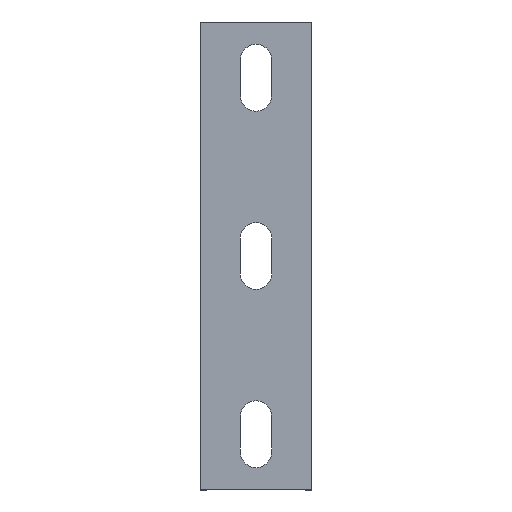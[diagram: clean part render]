
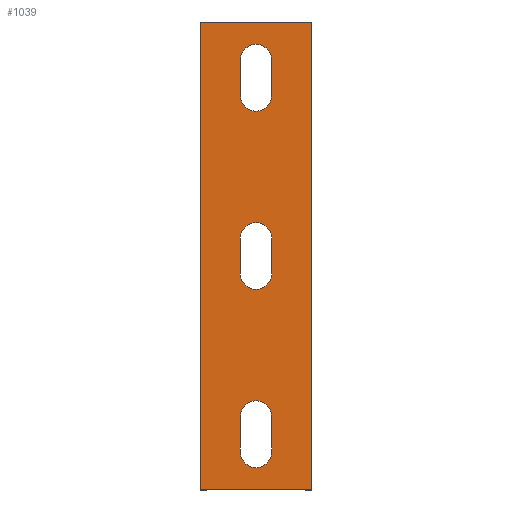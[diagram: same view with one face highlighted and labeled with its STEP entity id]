
A CAD part, top view. The second image highlights one B-rep face of the part: STEP entity #1039.
In plain terms, the highlighted planar face has unit normal (0, 0, 1).
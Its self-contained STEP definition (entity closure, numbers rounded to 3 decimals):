
#6 = VECTOR ( 'NONE', #1429, 1000. ) ;
#11 = EDGE_CURVE ( 'NONE', #1227, #608, #1253, .T. ) ;
#33 = EDGE_CURVE ( 'NONE', #1042, #612, #435, .T. ) ;
#39 = VECTOR ( 'NONE', #734, 1000. ) ;
#41 = EDGE_CURVE ( 'NONE', #608, #707, #84, .T. ) ;
#61 = LINE ( 'NONE', #1699, #810 ) ;
#70 = ORIENTED_EDGE ( 'NONE', *, *, #33, .F. ) ;
#75 = ORIENTED_EDGE ( 'NONE', *, *, #231, .T. ) ;
#76 = CARTESIAN_POINT ( 'NONE',  ( -3.5, 8.5, 0. ) ) ;
#78 = CARTESIAN_POINT ( 'NONE',  ( 3.5, 56.5, 0. ) ) ;
#84 = CIRCLE ( 'NONE', #1640, 3.5 ) ;
#100 = EDGE_LOOP ( 'NONE', ( #1346, #742, #1307, #1445 ) ) ;
#120 = CARTESIAN_POINT ( 'NONE',  ( 0., 56.5, 0. ) ) ;
#131 = DIRECTION ( 'NONE',  ( 0., 0., 1. ) ) ;
#138 = LINE ( 'NONE', #934, #888 ) ;
#147 = ORIENTED_EDGE ( 'NONE', *, *, #997, .F. ) ;
#172 = ORIENTED_EDGE ( 'NONE', *, *, #11, .F. ) ;
#181 = VERTEX_POINT ( 'NONE', #1240 ) ;
#191 = DIRECTION ( 'NONE',  ( 0., 1., 0. ) ) ;
#231 = EDGE_CURVE ( 'NONE', #1482, #181, #61, .T. ) ;
#273 = DIRECTION ( 'NONE',  ( 1., 0., 0. ) ) ;
#300 = VERTEX_POINT ( 'NONE', #76 ) ;
#323 = CARTESIAN_POINT ( 'NONE',  ( -3.5, 48.5, 0. ) ) ;
#326 = FACE_BOUND ( 'NONE', #858, .T. ) ;
#383 = CIRCLE ( 'NONE', #1141, 3.5 ) ;
#403 = LINE ( 'NONE', #553, #6 ) ;
#410 = EDGE_CURVE ( 'NONE', #640, #181, #514, .T. ) ;
#411 = ORIENTED_EDGE ( 'NONE', *, *, #957, .F. ) ;
#426 = CARTESIAN_POINT ( 'NONE',  ( -3.5, 8.5, 0. ) ) ;
#435 = LINE ( 'NONE', #881, #39 ) ;
#472 = CARTESIAN_POINT ( 'NONE',  ( 3.5, 8.5, 0. ) ) ;
#513 = CARTESIAN_POINT ( 'NONE',  ( -3.5, 56.5, 0. ) ) ;
#514 = LINE ( 'NONE', #633, #874 ) ;
#547 = DIRECTION ( 'NONE',  ( 0., 1., 0. ) ) ;
#552 = DIRECTION ( 'NONE',  ( 0., 0., 1. ) ) ;
#553 = CARTESIAN_POINT ( 'NONE',  ( -12.5, 105., 0. ) ) ;
#555 = CIRCLE ( 'NONE', #1085, 3.5 ) ;
#569 = CARTESIAN_POINT ( 'NONE',  ( 10.5, 105., 0. ) ) ;
#571 = EDGE_LOOP ( 'NONE', ( #75, #1033, #1454, #1625 ) ) ;
#585 = CARTESIAN_POINT ( 'NONE',  ( 0., 48.5, 0. ) ) ;
#605 = CIRCLE ( 'NONE', #1299, 3.5 ) ;
#608 = VERTEX_POINT ( 'NONE', #614 ) ;
#612 = VERTEX_POINT ( 'NONE', #323 ) ;
#614 = CARTESIAN_POINT ( 'NONE',  ( 3.5, 16.5, 0. ) ) ;
#633 = CARTESIAN_POINT ( 'NONE',  ( 12.5, 105., 0. ) ) ;
#640 = VERTEX_POINT ( 'NONE', #1636 ) ;
#661 = CARTESIAN_POINT ( 'NONE',  ( 3.5, 48.5, 0. ) ) ;
#672 = LINE ( 'NONE', #426, #1389 ) ;
#694 = CARTESIAN_POINT ( 'NONE',  ( 3.5, 96.5, 0. ) ) ;
#698 = CARTESIAN_POINT ( 'NONE',  ( 10.5, 105., 0. ) ) ;
#704 = EDGE_CURVE ( 'NONE', #1842, #1399, #138, .T. ) ;
#707 = VERTEX_POINT ( 'NONE', #1510 ) ;
#709 = CARTESIAN_POINT ( 'NONE',  ( -12.5, 0., 0. ) ) ;
#712 = DIRECTION ( 'NONE',  ( 0., -1., 0. ) ) ;
#719 = CARTESIAN_POINT ( 'NONE',  ( 0., 88.5, 0. ) ) ;
#732 = CARTESIAN_POINT ( 'NONE',  ( -3.5, 88.5, 0. ) ) ;
#734 = DIRECTION ( 'NONE',  ( 0., -1., 0. ) ) ;
#741 = DIRECTION ( 'NONE',  ( 1., 0., 0. ) ) ;
#742 = ORIENTED_EDGE ( 'NONE', *, *, #1785, .F. ) ;
#773 = CIRCLE ( 'NONE', #889, 3.5 ) ;
#802 = ORIENTED_EDGE ( 'NONE', *, *, #1279, .F. ) ;
#810 = VECTOR ( 'NONE', #974, 1000. ) ;
#812 = VERTEX_POINT ( 'NONE', #661 ) ;
#825 = VERTEX_POINT ( 'NONE', #78 ) ;
#836 = CARTESIAN_POINT ( 'NONE',  ( 0., 96.5, 0. ) ) ;
#851 = DIRECTION ( 'NONE',  ( 1., 0., 0. ) ) ;
#858 = EDGE_LOOP ( 'NONE', ( #1395, #802, #70, #147 ) ) ;
#864 = LINE ( 'NONE', #1422, #1634 ) ;
#865 = DIRECTION ( 'NONE',  ( 1., 0., 0. ) ) ;
#869 = PLANE ( 'NONE',  #1664 ) ;
#874 = VECTOR ( 'NONE', #931, 1000. ) ;
#881 = CARTESIAN_POINT ( 'NONE',  ( -3.5, 48.5, 0. ) ) ;
#888 = VECTOR ( 'NONE', #191, 1000. ) ;
#889 = AXIS2_PLACEMENT_3D ( 'NONE', #120, #1161, #273 ) ;
#931 = DIRECTION ( 'NONE',  ( 0., -1., 0. ) ) ;
#933 = EDGE_CURVE ( 'NONE', #812, #825, #864, .T. ) ;
#934 = CARTESIAN_POINT ( 'NONE',  ( 3.5, 88.5, 0. ) ) ;
#957 = EDGE_CURVE ( 'NONE', #300, #1227, #555, .T. ) ;
#973 = LINE ( 'NONE', #698, #1613 ) ;
#974 = DIRECTION ( 'NONE',  ( 1., 0., 0. ) ) ;
#987 = DIRECTION ( 'NONE',  ( 1., 0., 0. ) ) ;
#997 = EDGE_CURVE ( 'NONE', #825, #1042, #773, .T. ) ;
#1020 = CARTESIAN_POINT ( 'NONE',  ( 0., 16.5, 0. ) ) ;
#1033 = ORIENTED_EDGE ( 'NONE', *, *, #410, .F. ) ;
#1039 = ADVANCED_FACE ( 'NONE', ( #326, #1113, #1205, #1838 ), #869, .F. ) ;
#1041 = EDGE_CURVE ( 'NONE', #707, #300, #672, .T. ) ;
#1042 = VERTEX_POINT ( 'NONE', #513 ) ;
#1076 = EDGE_LOOP ( 'NONE', ( #172, #411, #1781, #1372 ) ) ;
#1085 = AXIS2_PLACEMENT_3D ( 'NONE', #1427, #552, #1588 ) ;
#1113 = FACE_BOUND ( 'NONE', #1076, .T. ) ;
#1135 = EDGE_CURVE ( 'NONE', #1153, #640, #973, .T. ) ;
#1141 = AXIS2_PLACEMENT_3D ( 'NONE', #836, #1857, #987 ) ;
#1148 = CARTESIAN_POINT ( 'NONE',  ( -3.5, 88.5, 0. ) ) ;
#1153 = VERTEX_POINT ( 'NONE', #1272 ) ;
#1161 = DIRECTION ( 'NONE',  ( 0., 0., 1. ) ) ;
#1165 = CARTESIAN_POINT ( 'NONE',  ( 3.5, 88.5, 0. ) ) ;
#1200 = EDGE_CURVE ( 'NONE', #1153, #1482, #403, .T. ) ;
#1204 = DIRECTION ( 'NONE',  ( 0., 1., 0. ) ) ;
#1205 = FACE_OUTER_BOUND ( 'NONE', #571, .T. ) ;
#1227 = VERTEX_POINT ( 'NONE', #1592 ) ;
#1240 = CARTESIAN_POINT ( 'NONE',  ( 12.5, 0., 0. ) ) ;
#1253 = LINE ( 'NONE', #472, #1606 ) ;
#1256 = VERTEX_POINT ( 'NONE', #732 ) ;
#1272 = CARTESIAN_POINT ( 'NONE',  ( -12.5, 105., 0. ) ) ;
#1279 = EDGE_CURVE ( 'NONE', #612, #812, #605, .T. ) ;
#1299 = AXIS2_PLACEMENT_3D ( 'NONE', #585, #1611, #741 ) ;
#1307 = ORIENTED_EDGE ( 'NONE', *, *, #1716, .F. ) ;
#1313 = VECTOR ( 'NONE', #712, 1000. ) ;
#1346 = ORIENTED_EDGE ( 'NONE', *, *, #1807, .F. ) ;
#1372 = ORIENTED_EDGE ( 'NONE', *, *, #41, .F. ) ;
#1389 = VECTOR ( 'NONE', #1540, 1000. ) ;
#1395 = ORIENTED_EDGE ( 'NONE', *, *, #933, .F. ) ;
#1399 = VERTEX_POINT ( 'NONE', #694 ) ;
#1422 = CARTESIAN_POINT ( 'NONE',  ( 3.5, 48.5, 0. ) ) ;
#1427 = CARTESIAN_POINT ( 'NONE',  ( 0., 8.5, 0. ) ) ;
#1429 = DIRECTION ( 'NONE',  ( 0., -1., 0. ) ) ;
#1445 = ORIENTED_EDGE ( 'NONE', *, *, #704, .F. ) ;
#1454 = ORIENTED_EDGE ( 'NONE', *, *, #1135, .F. ) ;
#1482 = VERTEX_POINT ( 'NONE', #709 ) ;
#1510 = CARTESIAN_POINT ( 'NONE',  ( -3.5, 16.5, 0. ) ) ;
#1520 = AXIS2_PLACEMENT_3D ( 'NONE', #719, #1731, #865 ) ;
#1540 = DIRECTION ( 'NONE',  ( 0., -1., 0. ) ) ;
#1588 = DIRECTION ( 'NONE',  ( 1., 0., 0. ) ) ;
#1592 = CARTESIAN_POINT ( 'NONE',  ( 3.5, 8.5, 0. ) ) ;
#1598 = DIRECTION ( 'NONE',  ( 0., 0., -1. ) ) ;
#1606 = VECTOR ( 'NONE', #1204, 1000. ) ;
#1611 = DIRECTION ( 'NONE',  ( 0., 0., 1. ) ) ;
#1613 = VECTOR ( 'NONE', #851, 1000. ) ;
#1625 = ORIENTED_EDGE ( 'NONE', *, *, #1200, .T. ) ;
#1634 = VECTOR ( 'NONE', #547, 1000. ) ;
#1636 = CARTESIAN_POINT ( 'NONE',  ( 12.5, 105., 0. ) ) ;
#1640 = AXIS2_PLACEMENT_3D ( 'NONE', #1020, #131, #1742 ) ;
#1659 = CIRCLE ( 'NONE', #1520, 3.5 ) ;
#1664 = AXIS2_PLACEMENT_3D ( 'NONE', #569, #1598, #1862 ) ;
#1699 = CARTESIAN_POINT ( 'NONE',  ( 10.5, 0., 0. ) ) ;
#1707 = CARTESIAN_POINT ( 'NONE',  ( -3.5, 96.5, 0. ) ) ;
#1709 = LINE ( 'NONE', #1148, #1313 ) ;
#1716 = EDGE_CURVE ( 'NONE', #1399, #1744, #383, .T. ) ;
#1731 = DIRECTION ( 'NONE',  ( 0., 0., 1. ) ) ;
#1742 = DIRECTION ( 'NONE',  ( 1., 0., 0. ) ) ;
#1744 = VERTEX_POINT ( 'NONE', #1707 ) ;
#1781 = ORIENTED_EDGE ( 'NONE', *, *, #1041, .F. ) ;
#1785 = EDGE_CURVE ( 'NONE', #1744, #1256, #1709, .T. ) ;
#1807 = EDGE_CURVE ( 'NONE', #1256, #1842, #1659, .T. ) ;
#1838 = FACE_BOUND ( 'NONE', #100, .T. ) ;
#1842 = VERTEX_POINT ( 'NONE', #1165 ) ;
#1857 = DIRECTION ( 'NONE',  ( 0., 0., 1. ) ) ;
#1862 = DIRECTION ( 'NONE',  ( -1., 0., 0. ) ) ;
